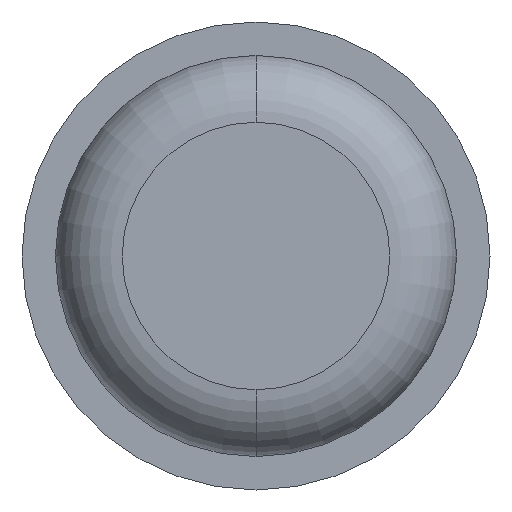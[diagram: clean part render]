
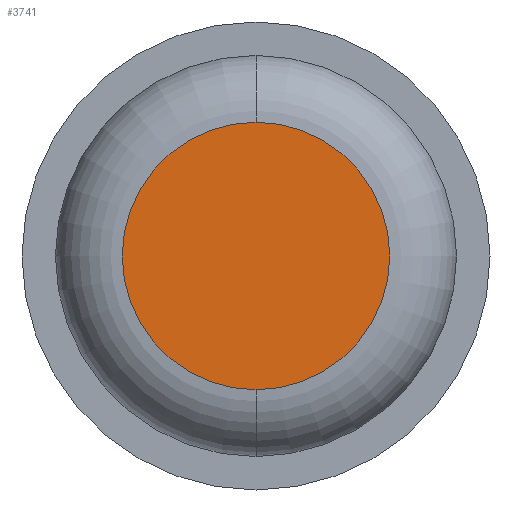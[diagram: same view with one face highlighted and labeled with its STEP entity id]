
A CAD part, front view. The second image highlights one B-rep face of the part: STEP entity #3741.
In plain terms, the highlighted planar face has unit normal (0, -1, 0).
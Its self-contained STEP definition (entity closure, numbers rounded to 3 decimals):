
#382 = DIRECTION ( 'NONE',  ( 0., 0., -1. ) ) ;
#489 = VERTEX_POINT ( 'NONE', #780 ) ;
#497 = FACE_OUTER_BOUND ( 'NONE', #1105, .T. ) ;
#590 = CARTESIAN_POINT ( 'NONE',  ( 0., 0., 0. ) ) ;
#640 = DIRECTION ( 'NONE',  ( 0., 0., -1. ) ) ;
#678 = CARTESIAN_POINT ( 'NONE',  ( 0., 0., 0. ) ) ;
#716 = CIRCLE ( 'NONE', #2883, 1. ) ;
#780 = CARTESIAN_POINT ( 'NONE',  ( 0., 0., 1. ) ) ;
#1105 = EDGE_LOOP ( 'NONE', ( #2846, #2063 ) ) ;
#1717 = CARTESIAN_POINT ( 'NONE',  ( 0., 0., -1. ) ) ;
#2063 = ORIENTED_EDGE ( 'NONE', *, *, #3405, .T. ) ;
#2208 = CIRCLE ( 'NONE', #3379, 1. ) ;
#2262 = VERTEX_POINT ( 'NONE', #1717 ) ;
#2364 = DIRECTION ( 'NONE',  ( 0., -1., 0. ) ) ;
#2649 = DIRECTION ( 'NONE',  ( 0., -1., 0. ) ) ;
#2698 = CARTESIAN_POINT ( 'NONE',  ( 0., 0., 0. ) ) ;
#2743 = AXIS2_PLACEMENT_3D ( 'NONE', #590, #3256, #3698 ) ;
#2846 = ORIENTED_EDGE ( 'NONE', *, *, #4299, .T. ) ;
#2883 = AXIS2_PLACEMENT_3D ( 'NONE', #2698, #2364, #382 ) ;
#2970 = PLANE ( 'NONE',  #2743 ) ;
#3256 = DIRECTION ( 'NONE',  ( 0., -1., 0. ) ) ;
#3379 = AXIS2_PLACEMENT_3D ( 'NONE', #678, #2649, #640 ) ;
#3405 = EDGE_CURVE ( 'Defeature ausgef�hrt1_0+Defeature ausgef�hrt1_5+Defeature ausgef�hrt1_5+Defeature ausgef�hrt1_5', #489, #2262, #716, .T. ) ;
#3698 = DIRECTION ( 'NONE',  ( 0., 0., -1. ) ) ;
#3741 = ADVANCED_FACE ( 'Defeature ausgef�hrt1_0', ( #497 ), #2970, .T. ) ;
#4299 = EDGE_CURVE ( 'Defeature ausgef�hrt1_0+Defeature ausgef�hrt1_5+Defeature ausgef�hrt1_5+Defeature ausgef�hrt1_5', #2262, #489, #2208, .T. ) ;
